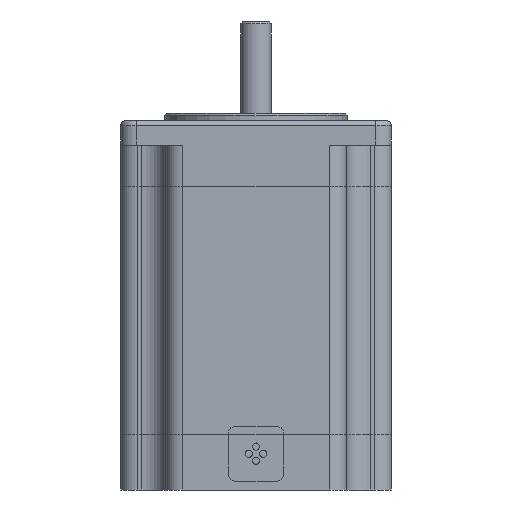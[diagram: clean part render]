
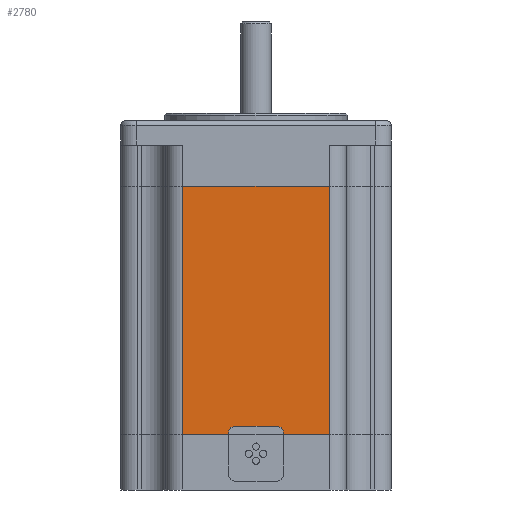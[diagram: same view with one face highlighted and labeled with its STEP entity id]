
A CAD part, front view. The second image highlights one B-rep face of the part: STEP entity #2780.
In plain terms, the highlighted planar face has unit normal (0, -1, 0).
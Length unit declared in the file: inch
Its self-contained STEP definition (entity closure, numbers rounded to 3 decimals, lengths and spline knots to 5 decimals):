
#52 = EDGE_CURVE ( 'NONE', #4358, #3868, #2580, .T. ) ;
#271 = ORIENTED_EDGE ( 'NONE', *, *, #52, .F. ) ;
#383 = CARTESIAN_POINT ( 'NONE',  ( -1.11024, -1.11024, -1.4685 ) ) ;
#709 = VERTEX_POINT ( 'NONE', #5544 ) ;
#716 = EDGE_LOOP ( 'NONE', ( #5511, #271, #5710, #1880 ) ) ;
#765 = VECTOR ( 'NONE', #8539, 39.37008 ) ;
#1167 = VECTOR ( 'NONE', #2381, 39.37008 ) ;
#1880 = ORIENTED_EDGE ( 'NONE', *, *, #8348, .T. ) ;
#1923 = CARTESIAN_POINT ( 'NONE',  ( -1.11024, -1.11024, 0.57244 ) ) ;
#2266 = CARTESIAN_POINT ( 'NONE',  ( -0.60236, -1.11024, 0.57244 ) ) ;
#2381 = DIRECTION ( 'NONE',  ( -1., 0., 0. ) ) ;
#2580 = LINE ( 'NONE', #4428, #1167 ) ;
#2598 = CARTESIAN_POINT ( 'NONE',  ( -0.60236, -1.11024, 0.91024 ) ) ;
#2644 = DIRECTION ( 'NONE',  ( 0., 1., 0. ) ) ;
#2780 = ADVANCED_FACE ( 'NONE', ( #3006 ), #8612, .F. ) ;
#3006 = FACE_OUTER_BOUND ( 'NONE', #716, .T. ) ;
#3312 = EDGE_CURVE ( 'NONE', #709, #4358, #8589, .T. ) ;
#3464 = CARTESIAN_POINT ( 'NONE',  ( -0.60236, -1.11024, -1.4685 ) ) ;
#3494 = DIRECTION ( 'NONE',  ( -1., 0., 0. ) ) ;
#3868 = VERTEX_POINT ( 'NONE', #3464 ) ;
#4155 = LINE ( 'NONE', #1923, #7995 ) ;
#4358 = VERTEX_POINT ( 'NONE', #8611 ) ;
#4428 = CARTESIAN_POINT ( 'NONE',  ( -1.11024, -1.11024, -1.4685 ) ) ;
#4919 = DIRECTION ( 'NONE',  ( -1., 0., 0. ) ) ;
#5511 = ORIENTED_EDGE ( 'NONE', *, *, #7739, .T. ) ;
#5544 = CARTESIAN_POINT ( 'NONE',  ( 0.60236, -1.11024, 0.57244 ) ) ;
#5710 = ORIENTED_EDGE ( 'NONE', *, *, #3312, .F. ) ;
#6028 = VECTOR ( 'NONE', #7317, 39.37008 ) ;
#7317 = DIRECTION ( 'NONE',  ( 0., 0., -1. ) ) ;
#7739 = EDGE_CURVE ( 'NONE', #8541, #3868, #8475, .T. ) ;
#7995 = VECTOR ( 'NONE', #4919, 39.37008 ) ;
#8026 = CARTESIAN_POINT ( 'NONE',  ( 0.60236, -1.11024, 0.91024 ) ) ;
#8348 = EDGE_CURVE ( 'NONE', #709, #8541, #4155, .T. ) ;
#8392 = AXIS2_PLACEMENT_3D ( 'NONE', #383, #2644, #3494 ) ;
#8475 = LINE ( 'NONE', #2598, #765 ) ;
#8539 = DIRECTION ( 'NONE',  ( 0., 0., -1. ) ) ;
#8541 = VERTEX_POINT ( 'NONE', #2266 ) ;
#8589 = LINE ( 'NONE', #8026, #6028 ) ;
#8611 = CARTESIAN_POINT ( 'NONE',  ( 0.60236, -1.11024, -1.4685 ) ) ;
#8612 = PLANE ( 'NONE',  #8392 ) ;
